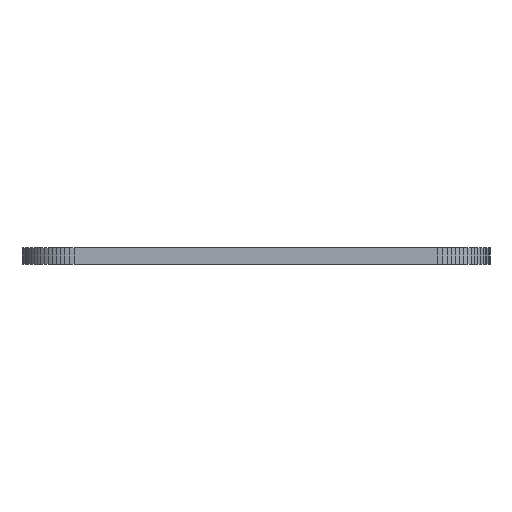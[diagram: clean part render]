
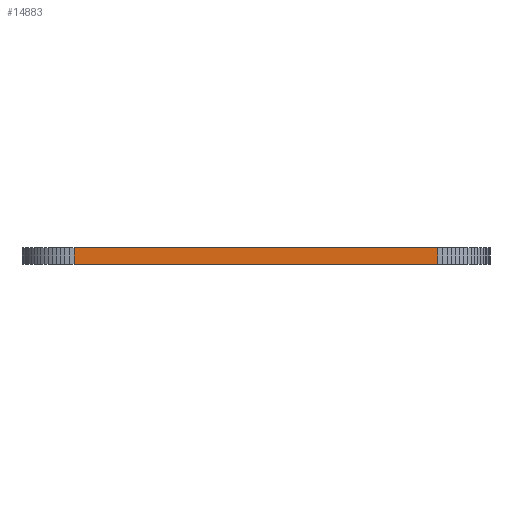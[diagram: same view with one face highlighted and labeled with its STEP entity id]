
A CAD part, left-side view. The second image highlights one B-rep face of the part: STEP entity #14883.
In plain terms, the highlighted planar face has unit normal (-1, 0, 0).
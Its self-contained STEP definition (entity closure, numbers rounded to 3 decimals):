
#90 = PLANE('',#91);
#91 = AXIS2_PLACEMENT_3D('',#92,#93,#94);
#92 = CARTESIAN_POINT('',(138.,-104.5,1.58));
#93 = DIRECTION('',(-0.,-0.,-1.));
#94 = DIRECTION('',(-1.,0.,0.));
#144 = PLANE('',#145);
#145 = AXIS2_PLACEMENT_3D('',#146,#147,#148);
#146 = CARTESIAN_POINT('',(138.,-104.5,0.));
#147 = DIRECTION('',(-0.,-0.,-1.));
#148 = DIRECTION('',(-1.,0.,0.));
#1765 = VERTEX_POINT('',#1766);
#1766 = CARTESIAN_POINT('',(56.,-122.,0.));
#1780 = PLANE('',#1781);
#1781 = AXIS2_PLACEMENT_3D('',#1782,#1783,#1784);
#1782 = CARTESIAN_POINT('',(56.019,-122.436,0.));
#1783 = DIRECTION('',(-0.999,-0.044,0.));
#1784 = DIRECTION('',(-0.044,0.999,0.));
#1792 = EDGE_CURVE('',#1765,#1793,#1795,.T.);
#1793 = VERTEX_POINT('',#1794);
#1794 = CARTESIAN_POINT('',(56.,-87.,0.));
#1795 = SURFACE_CURVE('',#1796,(#1800,#1807),.PCURVE_S1.);
#1796 = LINE('',#1797,#1798);
#1797 = CARTESIAN_POINT('',(56.,-122.,0.));
#1798 = VECTOR('',#1799,1.);
#1799 = DIRECTION('',(0.,1.,0.));
#1800 = PCURVE('',#144,#1801);
#1801 = DEFINITIONAL_REPRESENTATION('',(#1802),#1806);
#1802 = LINE('',#1803,#1804);
#1803 = CARTESIAN_POINT('',(82.,-17.5));
#1804 = VECTOR('',#1805,1.);
#1805 = DIRECTION('',(0.,1.));
#1806 = ( GEOMETRIC_REPRESENTATION_CONTEXT(2) 
PARAMETRIC_REPRESENTATION_CONTEXT() REPRESENTATION_CONTEXT('2D SPACE',''
  ) );
#1807 = PCURVE('',#1808,#1813);
#1808 = PLANE('',#1809);
#1809 = AXIS2_PLACEMENT_3D('',#1810,#1811,#1812);
#1810 = CARTESIAN_POINT('',(56.,-122.,0.));
#1811 = DIRECTION('',(-1.,0.,0.));
#1812 = DIRECTION('',(0.,1.,0.));
#1813 = DEFINITIONAL_REPRESENTATION('',(#1814),#1818);
#1814 = LINE('',#1815,#1816);
#1815 = CARTESIAN_POINT('',(0.,0.));
#1816 = VECTOR('',#1817,1.);
#1817 = DIRECTION('',(1.,0.));
#1818 = ( GEOMETRIC_REPRESENTATION_CONTEXT(2) 
PARAMETRIC_REPRESENTATION_CONTEXT() REPRESENTATION_CONTEXT('2D SPACE',''
  ) );
#1836 = PLANE('',#1837);
#1837 = AXIS2_PLACEMENT_3D('',#1838,#1839,#1840);
#1838 = CARTESIAN_POINT('',(56.,-87.,0.));
#1839 = DIRECTION('',(-0.999,0.044,0.));
#1840 = DIRECTION('',(0.044,0.999,0.));
#8935 = VERTEX_POINT('',#8936);
#8936 = CARTESIAN_POINT('',(56.,-122.,1.58));
#8957 = EDGE_CURVE('',#8935,#8958,#8960,.T.);
#8958 = VERTEX_POINT('',#8959);
#8959 = CARTESIAN_POINT('',(56.,-87.,1.58));
#8960 = SURFACE_CURVE('',#8961,(#8965,#8972),.PCURVE_S1.);
#8961 = LINE('',#8962,#8963);
#8962 = CARTESIAN_POINT('',(56.,-122.,1.58));
#8963 = VECTOR('',#8964,1.);
#8964 = DIRECTION('',(0.,1.,0.));
#8965 = PCURVE('',#90,#8966);
#8966 = DEFINITIONAL_REPRESENTATION('',(#8967),#8971);
#8967 = LINE('',#8968,#8969);
#8968 = CARTESIAN_POINT('',(82.,-17.5));
#8969 = VECTOR('',#8970,1.);
#8970 = DIRECTION('',(0.,1.));
#8971 = ( GEOMETRIC_REPRESENTATION_CONTEXT(2) 
PARAMETRIC_REPRESENTATION_CONTEXT() REPRESENTATION_CONTEXT('2D SPACE',''
  ) );
#8972 = PCURVE('',#1808,#8973);
#8973 = DEFINITIONAL_REPRESENTATION('',(#8974),#8978);
#8974 = LINE('',#8975,#8976);
#8975 = CARTESIAN_POINT('',(0.,-1.58));
#8976 = VECTOR('',#8977,1.);
#8977 = DIRECTION('',(1.,0.));
#8978 = ( GEOMETRIC_REPRESENTATION_CONTEXT(2) 
PARAMETRIC_REPRESENTATION_CONTEXT() REPRESENTATION_CONTEXT('2D SPACE',''
  ) );
#14833 = EDGE_CURVE('',#1793,#8958,#14834,.T.);
#14834 = SURFACE_CURVE('',#14835,(#14839,#14846),.PCURVE_S1.);
#14835 = LINE('',#14836,#14837);
#14836 = CARTESIAN_POINT('',(56.,-87.,0.));
#14837 = VECTOR('',#14838,1.);
#14838 = DIRECTION('',(0.,0.,1.));
#14839 = PCURVE('',#1836,#14840);
#14840 = DEFINITIONAL_REPRESENTATION('',(#14841),#14845);
#14841 = LINE('',#14842,#14843);
#14842 = CARTESIAN_POINT('',(0.,0.));
#14843 = VECTOR('',#14844,1.);
#14844 = DIRECTION('',(0.,-1.));
#14845 = ( GEOMETRIC_REPRESENTATION_CONTEXT(2) 
PARAMETRIC_REPRESENTATION_CONTEXT() REPRESENTATION_CONTEXT('2D SPACE',''
  ) );
#14846 = PCURVE('',#1808,#14847);
#14847 = DEFINITIONAL_REPRESENTATION('',(#14848),#14852);
#14848 = LINE('',#14849,#14850);
#14849 = CARTESIAN_POINT('',(35.,0.));
#14850 = VECTOR('',#14851,1.);
#14851 = DIRECTION('',(0.,-1.));
#14852 = ( GEOMETRIC_REPRESENTATION_CONTEXT(2) 
PARAMETRIC_REPRESENTATION_CONTEXT() REPRESENTATION_CONTEXT('2D SPACE',''
  ) );
#14883 = ADVANCED_FACE('',(#14884),#1808,.T.);
#14884 = FACE_BOUND('',#14885,.T.);
#14885 = EDGE_LOOP('',(#14886,#14907,#14908,#14909));
#14886 = ORIENTED_EDGE('',*,*,#14887,.T.);
#14887 = EDGE_CURVE('',#1765,#8935,#14888,.T.);
#14888 = SURFACE_CURVE('',#14889,(#14893,#14900),.PCURVE_S1.);
#14889 = LINE('',#14890,#14891);
#14890 = CARTESIAN_POINT('',(56.,-122.,0.));
#14891 = VECTOR('',#14892,1.);
#14892 = DIRECTION('',(0.,0.,1.));
#14893 = PCURVE('',#1808,#14894);
#14894 = DEFINITIONAL_REPRESENTATION('',(#14895),#14899);
#14895 = LINE('',#14896,#14897);
#14896 = CARTESIAN_POINT('',(0.,0.));
#14897 = VECTOR('',#14898,1.);
#14898 = DIRECTION('',(0.,-1.));
#14899 = ( GEOMETRIC_REPRESENTATION_CONTEXT(2) 
PARAMETRIC_REPRESENTATION_CONTEXT() REPRESENTATION_CONTEXT('2D SPACE',''
  ) );
#14900 = PCURVE('',#1780,#14901);
#14901 = DEFINITIONAL_REPRESENTATION('',(#14902),#14906);
#14902 = LINE('',#14903,#14904);
#14903 = CARTESIAN_POINT('',(0.436,0.));
#14904 = VECTOR('',#14905,1.);
#14905 = DIRECTION('',(0.,-1.));
#14906 = ( GEOMETRIC_REPRESENTATION_CONTEXT(2) 
PARAMETRIC_REPRESENTATION_CONTEXT() REPRESENTATION_CONTEXT('2D SPACE',''
  ) );
#14907 = ORIENTED_EDGE('',*,*,#8957,.T.);
#14908 = ORIENTED_EDGE('',*,*,#14833,.F.);
#14909 = ORIENTED_EDGE('',*,*,#1792,.F.);
